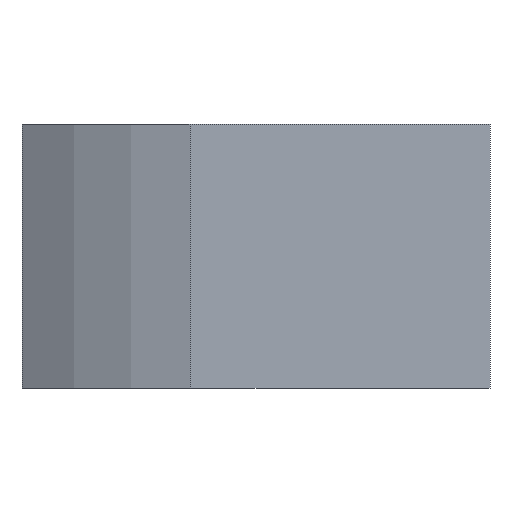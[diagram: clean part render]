
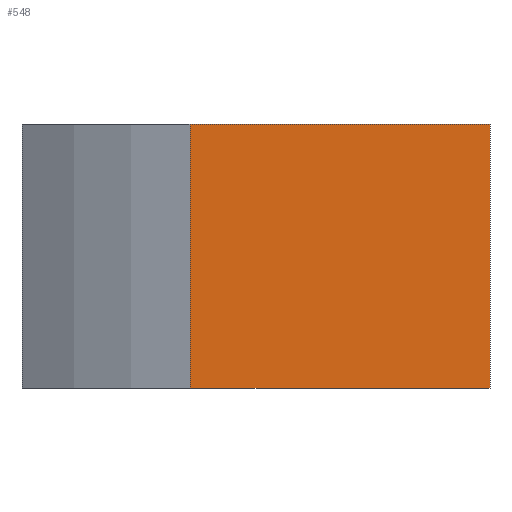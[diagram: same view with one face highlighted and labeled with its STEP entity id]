
A CAD part, left-side view. The second image highlights one B-rep face of the part: STEP entity #548.
In plain terms, the highlighted planar face has unit normal (-1, 0, 0).
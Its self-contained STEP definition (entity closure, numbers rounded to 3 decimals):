
#306=CARTESIAN_POINT('',(-17.25,2.75,0.0));
#307=VERTEX_POINT('',#306);
#315=CARTESIAN_POINT('',(-17.25,-9.75,0.0));
#316=VERTEX_POINT('',#315);
#317=CARTESIAN_POINT('',(-17.25,2.75,0.0));
#318=DIRECTION('',(0.0,-1.0,0.0));
#319=VECTOR('',#318,12.5);
#320=LINE('',#317,#319);
#321=EDGE_CURVE('',#307,#316,#320,.T.);
#438=CARTESIAN_POINT('',(-17.25,-9.75,-11.0));
#439=VERTEX_POINT('',#438);
#440=CARTESIAN_POINT('',(-17.25,-9.75,0.0));
#441=DIRECTION('',(0.0,0.0,-1.0));
#442=VECTOR('',#441,11.0);
#443=LINE('',#440,#442);
#444=EDGE_CURVE('',#316,#439,#443,.T.);
#512=CARTESIAN_POINT('',(-17.25,2.75,-11.0));
#513=VERTEX_POINT('',#512);
#521=CARTESIAN_POINT('',(-17.25,2.75,0.0));
#522=DIRECTION('',(0.0,0.0,-1.0));
#523=VECTOR('',#522,11.0);
#524=LINE('',#521,#523);
#525=EDGE_CURVE('',#307,#513,#524,.T.);
#532=CARTESIAN_POINT('',(-17.25,2.75,0.0));
#533=DIRECTION('',(-1.0,0.0,0.0));
#534=DIRECTION('',(0.0,0.0,1.0));
#535=AXIS2_PLACEMENT_3D('',#532,#533,#534);
#536=PLANE('',#535);
#537=CARTESIAN_POINT('',(-17.25,2.75,-11.0));
#538=DIRECTION('',(0.0,-1.0,0.0));
#539=VECTOR('',#538,12.5);
#540=LINE('',#537,#539);
#541=EDGE_CURVE('',#513,#439,#540,.T.);
#542=ORIENTED_EDGE('',*,*,#541,.T.);
#543=ORIENTED_EDGE('',*,*,#444,.F.);
#544=ORIENTED_EDGE('',*,*,#321,.F.);
#545=ORIENTED_EDGE('',*,*,#525,.T.);
#546=EDGE_LOOP('',(#542,#543,#544,#545));
#547=FACE_OUTER_BOUND('',#546,.T.);
#548=ADVANCED_FACE('',(#547),#536,.T.);
